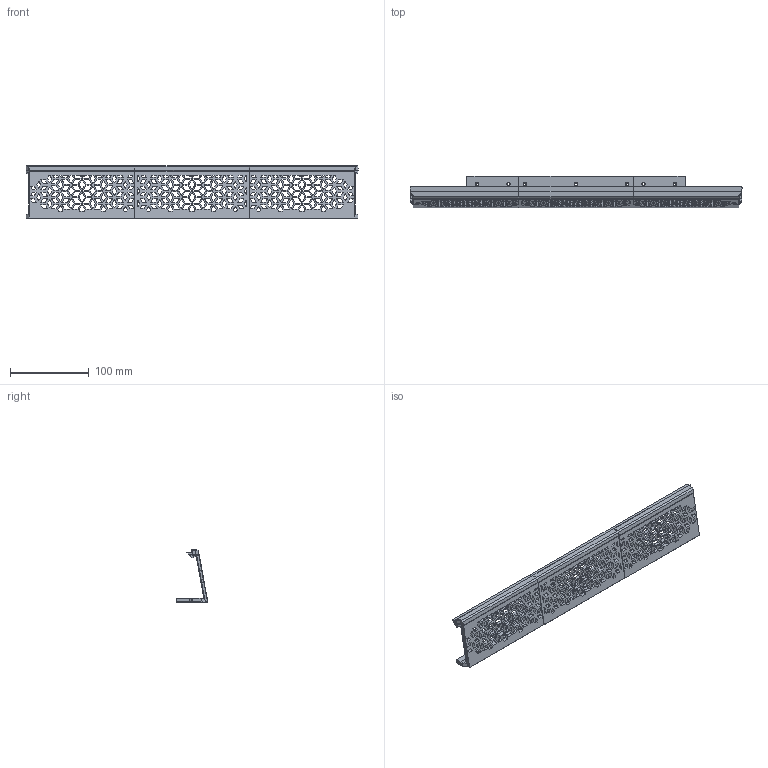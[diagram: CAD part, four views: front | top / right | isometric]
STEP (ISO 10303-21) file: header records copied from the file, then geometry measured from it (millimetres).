
FILE_DESCRIPTION(/* description */ (''),/* implementation_level */ '2;1');
FILE_NAME(/* name */ '300FadeSkirts v1.step',/* time_stamp */ '2022-03-21T01:05:58-04:00',/* author */ (''),/* organization */ (''),/* preprocessor_version */ 'ST-DEVELOPER v18.1',/* originating_system */ 'Autodesk Translation Framework v10.13.0.1454',/* authorisation */ '');
FILE_SCHEMA (('AUTOMOTIVE_DESIGN { 1 0 10303 214 3 1 1 }'));
Products named in the file (10): 300FadeSkirts; CenterSkirtBlank; CenterSkirt (1); CenterSkirtAccent (1); 300SideSkirtBlank(Mirror); SideSkirt (1); SideSkirtAccent (1); 300SideSkirtBlank(Mirror)(Mirror); SideSkirtAccent (1)(Mirror); SideSkirt (1)(Mirror)
Assembly tree (10 placements, depth 3):
  300FadeSkirts
    CenterSkirtBlank
      CenterSkirt (1)
      CenterSkirtAccent (1)
    300SideSkirtBlank(Mirror)
      SideSkirt (1)
      SideSkirtAccent (1)
    300SideSkirtBlank(Mirror)(Mirror)
      SideSkirt (1)(Mirror)
      SideSkirtAccent (1)(Mirror)
    SideSkirt (1)(Mirror)
Bounding box: 422.71 x 40.11 x 67 mm (x, y, z)
Volume: 213800 mm3; surface area: 146463.1 mm2
Topology: 7 solids, 7 shells, 2216 faces, 6392 edges, 4211 vertices
Faces by surface type: plane 1289, cylinder 859, cone 60, bspline 8
Full cylindrical faces by diameter (mm): 3.4 x9, 4.5 x9
Entity records: 57742 total; most frequent: CARTESIAN_POINT 10468, ORIENTED_EDGE 9792, DIRECTION 9716, EDGE_CURVE 4896, LINE 3438, VECTOR 3438, VERTEX_POINT 3222, AXIS2_PLACEMENT_3D 3139
